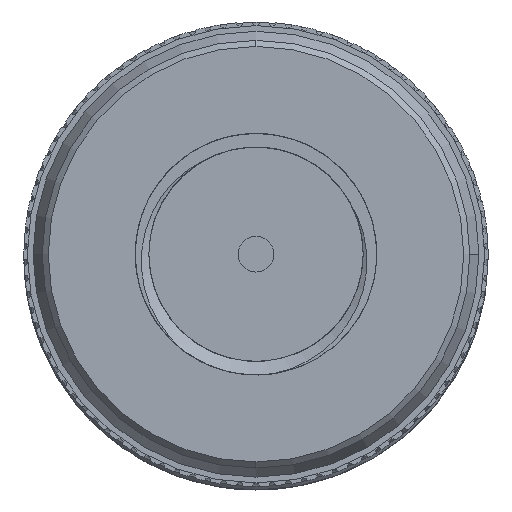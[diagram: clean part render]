
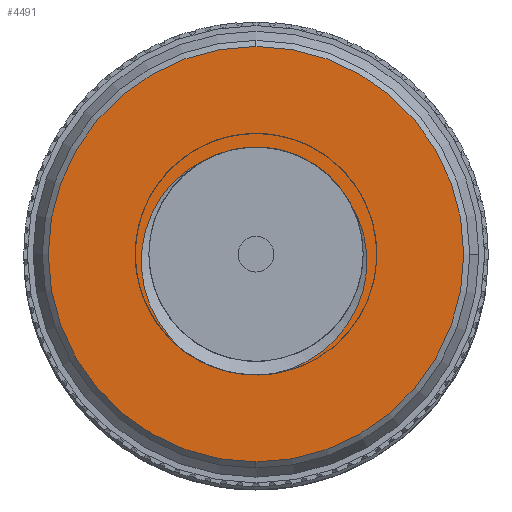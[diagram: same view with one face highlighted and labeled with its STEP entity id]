
A CAD part, front view. The second image highlights one B-rep face of the part: STEP entity #4491.
In plain terms, the highlighted planar face has unit normal (0, -1, 0).
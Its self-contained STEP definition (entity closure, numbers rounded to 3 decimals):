
#599 = CARTESIAN_POINT ( 'NONE',  ( 3.028, -41.995, 0.641 ) ) ;
#626 = CARTESIAN_POINT ( 'NONE',  ( -2.424, -41.995, -2.217 ) ) ;
#687 = CARTESIAN_POINT ( 'NONE',  ( -2.932, -41.995, 1.23 ) ) ;
#763 = CARTESIAN_POINT ( 'NONE',  ( 2.71, -41.995, -1.627 ) ) ;
#828 = CARTESIAN_POINT ( 'NONE',  ( 2.605, -41.995, 1.588 ) ) ;
#833 = CARTESIAN_POINT ( 'NONE',  ( -0.651, -41.995, -3.221 ) ) ;
#869 = CARTESIAN_POINT ( 'NONE',  ( 2.879, -41.995, -1.278 ) ) ;
#976 = CARTESIAN_POINT ( 'NONE',  ( 2.07, -41.995, -2.448 ) ) ;
#1193 = B_SPLINE_CURVE_WITH_KNOTS ( 'NONE', 3,
 ( #6091, #2052, #16670, #626, #5976, #7307, #7359, #14001, #15359, #16557, #8627, #16610, #9969, #687, #2005, #12666, #8685, #7408, #8743, #4755 ),
 .UNSPECIFIED., .F., .F.,
 ( 4, 2, 2, 2, 2, 2, 2, 2, 2, 4 ),
 ( 0., 0.063, 0.125, 0.25, 0.375, 0.5, 0.625, 0.75, 0.875, 1. ),
 .UNSPECIFIED. ) ;
#1486 = CARTESIAN_POINT ( 'NONE',  ( 0., -41.995, 0.1 ) ) ;
#1505 = CIRCLE ( 'NONE', #10480, 5.815 ) ;
#1861 = CARTESIAN_POINT ( 'NONE',  ( 2.861, -41.995, 1.136 ) ) ;
#2005 = CARTESIAN_POINT ( 'NONE',  ( -2.813, -41.995, 1.465 ) ) ;
#2052 = CARTESIAN_POINT ( 'NONE',  ( -2.154, -41.995, -2.5 ) ) ;
#2216 = CARTESIAN_POINT ( 'NONE',  ( -0.761, -41.995, -3.197 ) ) ;
#2250 = VERTEX_POINT ( 'NONE', #6011 ) ;
#2251 = CARTESIAN_POINT ( 'NONE',  ( 0.455, -41.995, -3.251 ) ) ;
#2529 = B_SPLINE_CURVE_WITH_KNOTS ( 'NONE', 3,
 ( #5951, #12524, #1861, #599, #3323, #12584, #15220, #4679, #13920, #12631, #869, #14027, #763, #7556, #15446, #10154, #976, #7614, #14212, #11322, #12796, #2251 ),
 .UNSPECIFIED., .F., .F.,
 ( 4, 2, 2, 2, 2, 2, 2, 2, 2, 2, 4 ),
 ( 0., 0.125, 0.25, 0.375, 0.437, 0.5, 0.562, 0.625, 0.75, 0.875, 1. ),
 .UNSPECIFIED. ) ;
#3159 = CIRCLE ( 'NONE', #14682, 3. ) ;
#3323 = CARTESIAN_POINT ( 'NONE',  ( 3.08, -41.995, 0.385 ) ) ;
#3732 = VERTEX_POINT ( 'NONE', #14769 ) ;
#3847 = FACE_BOUND ( 'NONE', #9509, .T. ) ;
#4051 = DIRECTION ( 'NONE',  ( 0., 1., 0. ) ) ;
#4491 = ADVANCED_FACE ( 'NONE', ( #16675, #3847 ), #4502, .T. ) ;
#4502 = PLANE ( 'NONE',  #12932 ) ;
#4679 = CARTESIAN_POINT ( 'NONE',  ( 3.035, -41.995, -0.782 ) ) ;
#4755 = CARTESIAN_POINT ( 'NONE',  ( -1.49, -41.995, 2.704 ) ) ;
#4803 = CARTESIAN_POINT ( 'NONE',  ( -1.701, -41.995, -2.857 ) ) ;
#4914 = CARTESIAN_POINT ( 'NONE',  ( -1.294, -41.995, -3.056 ) ) ;
#5504 = CARTESIAN_POINT ( 'NONE',  ( 0., -41.995, 0.1 ) ) ;
#5951 = CARTESIAN_POINT ( 'NONE',  ( 2.605, -41.995, 1.588 ) ) ;
#5976 = CARTESIAN_POINT ( 'NONE',  ( -2.506, -41.995, -2.117 ) ) ;
#6011 = CARTESIAN_POINT ( 'NONE',  ( 0., -41.995, 5.915 ) ) ;
#6019 = EDGE_LOOP ( 'NONE', ( #11054, #8762 ) ) ;
#6080 = CARTESIAN_POINT ( 'NONE',  ( -0.322, -41.995, -3.268 ) ) ;
#6091 = CARTESIAN_POINT ( 'NONE',  ( -2.054, -41.995, -2.586 ) ) ;
#6259 = ORIENTED_EDGE ( 'NONE', *, *, #9020, .T. ) ;
#6356 = CARTESIAN_POINT ( 'NONE',  ( 0., -41.995, 0.1 ) ) ;
#7307 = CARTESIAN_POINT ( 'NONE',  ( -2.741, -41.995, -1.793 ) ) ;
#7359 = CARTESIAN_POINT ( 'NONE',  ( -2.869, -41.995, -1.566 ) ) ;
#7408 = CARTESIAN_POINT ( 'NONE',  ( -1.948, -41.995, 2.443 ) ) ;
#7556 = CARTESIAN_POINT ( 'NONE',  ( 2.574, -41.995, -1.849 ) ) ;
#7614 = CARTESIAN_POINT ( 'NONE',  ( 1.658, -41.995, -2.77 ) ) ;
#7746 = DIRECTION ( 'NONE',  ( 0., 0., 1. ) ) ;
#7814 = EDGE_CURVE ( 'NONE', #13685, #2250, #11174, .T. ) ;
#7876 = EDGE_CURVE ( 'NONE', #14884, #13383, #2529, .T. ) ;
#8295 = CARTESIAN_POINT ( 'NONE',  ( 0., -41.995, -5.715 ) ) ;
#8627 = CARTESIAN_POINT ( 'NONE',  ( -3.221, -41.995, -0.047 ) ) ;
#8643 = CARTESIAN_POINT ( 'NONE',  ( -5.15, -41.995, 0.1 ) ) ;
#8685 = CARTESIAN_POINT ( 'NONE',  ( -2.348, -41.995, 2.095 ) ) ;
#8743 = CARTESIAN_POINT ( 'NONE',  ( -1.729, -41.995, 2.588 ) ) ;
#8762 = ORIENTED_EDGE ( 'NONE', *, *, #7814, .F. ) ;
#9020 = EDGE_CURVE ( 'NONE', #3732, #13477, #1193, .T. ) ;
#9509 = EDGE_LOOP ( 'NONE', ( #16594, #6259, #9590, #17007 ) ) ;
#9590 = ORIENTED_EDGE ( 'NONE', *, *, #12229, .T. ) ;
#9969 = CARTESIAN_POINT ( 'NONE',  ( -3.111, -41.995, 0.733 ) ) ;
#10122 = B_SPLINE_CURVE_WITH_KNOTS ( 'NONE', 3,
 ( #14175, #11395, #16601, #6080, #15515, #833, #2216, #4914, #4803, #15349 ),
 .UNSPECIFIED., .F., .F.,
 ( 4, 2, 2, 2, 4 ),
 ( 0., 0.25, 0.375, 0.5, 1. ),
 .UNSPECIFIED. ) ;
#10154 = CARTESIAN_POINT ( 'NONE',  ( 2.255, -41.995, -2.264 ) ) ;
#10480 = AXIS2_PLACEMENT_3D ( 'NONE', #5504, #4051, #13210 ) ;
#10877 = DIRECTION ( 'NONE',  ( 0., 1., 0. ) ) ;
#11054 = ORIENTED_EDGE ( 'NONE', *, *, #16442, .F. ) ;
#11174 = CIRCLE ( 'NONE', #16128, 5.815 ) ;
#11322 = CARTESIAN_POINT ( 'NONE',  ( 0.96, -41.995, -3.122 ) ) ;
#11395 = CARTESIAN_POINT ( 'NONE',  ( 0.234, -41.995, -3.281 ) ) ;
#12229 = EDGE_CURVE ( 'NONE', #13477, #14884, #3159, .T. ) ;
#12524 = CARTESIAN_POINT ( 'NONE',  ( 2.748, -41.995, 1.369 ) ) ;
#12584 = CARTESIAN_POINT ( 'NONE',  ( 3.119, -41.995, -0.136 ) ) ;
#12631 = CARTESIAN_POINT ( 'NONE',  ( 2.926, -41.995, -1.155 ) ) ;
#12666 = CARTESIAN_POINT ( 'NONE',  ( -2.519, -41.995, 1.901 ) ) ;
#12792 = CARTESIAN_POINT ( 'NONE',  ( -1.49, -41.995, 2.704 ) ) ;
#12796 = CARTESIAN_POINT ( 'NONE',  ( 0.712, -41.995, -3.202 ) ) ;
#12932 = AXIS2_PLACEMENT_3D ( 'NONE', #8643, #15104, #16402 ) ;
#13046 = DIRECTION ( 'NONE',  ( 0., 1., 0. ) ) ;
#13210 = DIRECTION ( 'NONE',  ( 0., 0., 1. ) ) ;
#13383 = VERTEX_POINT ( 'NONE', #16686 ) ;
#13477 = VERTEX_POINT ( 'NONE', #12792 ) ;
#13685 = VERTEX_POINT ( 'NONE', #8295 ) ;
#13920 = CARTESIAN_POINT ( 'NONE',  ( 3.004, -41.995, -0.908 ) ) ;
#14001 = CARTESIAN_POINT ( 'NONE',  ( -3.069, -41.995, -1.081 ) ) ;
#14027 = CARTESIAN_POINT ( 'NONE',  ( 2.771, -41.995, -1.513 ) ) ;
#14175 = CARTESIAN_POINT ( 'NONE',  ( 0.455, -41.995, -3.251 ) ) ;
#14212 = CARTESIAN_POINT ( 'NONE',  ( 1.436, -41.995, -2.906 ) ) ;
#14682 = AXIS2_PLACEMENT_3D ( 'NONE', #1486, #10877, #14889 ) ;
#14769 = CARTESIAN_POINT ( 'NONE',  ( -2.054, -41.995, -2.586 ) ) ;
#14884 = VERTEX_POINT ( 'NONE', #828 ) ;
#14889 = DIRECTION ( 'NONE',  ( -1., 0., 0. ) ) ;
#15104 = DIRECTION ( 'NONE',  ( 0., -1., 0. ) ) ;
#15220 = CARTESIAN_POINT ( 'NONE',  ( 3.105, -41.995, -0.397 ) ) ;
#15349 = CARTESIAN_POINT ( 'NONE',  ( -2.054, -41.995, -2.586 ) ) ;
#15359 = CARTESIAN_POINT ( 'NONE',  ( -3.139, -41.995, -0.828 ) ) ;
#15446 = CARTESIAN_POINT ( 'NONE',  ( 2.498, -41.995, -1.957 ) ) ;
#15515 = CARTESIAN_POINT ( 'NONE',  ( -0.432, -41.995, -3.256 ) ) ;
#16128 = AXIS2_PLACEMENT_3D ( 'NONE', #6356, #13046, #7746 ) ;
#16239 = EDGE_CURVE ( 'NONE', #13383, #3732, #10122, .T. ) ;
#16402 = DIRECTION ( 'NONE',  ( -1., 0., 0. ) ) ;
#16442 = EDGE_CURVE ( 'NONE', #2250, #13685, #1505, .T. ) ;
#16557 = CARTESIAN_POINT ( 'NONE',  ( -3.215, -41.995, -0.308 ) ) ;
#16594 = ORIENTED_EDGE ( 'NONE', *, *, #16239, .T. ) ;
#16601 = CARTESIAN_POINT ( 'NONE',  ( 0.01, -41.995, -3.289 ) ) ;
#16610 = CARTESIAN_POINT ( 'NONE',  ( -3.169, -41.995, 0.477 ) ) ;
#16670 = CARTESIAN_POINT ( 'NONE',  ( -2.248, -41.995, -2.409 ) ) ;
#16675 = FACE_OUTER_BOUND ( 'NONE', #6019, .T. ) ;
#16686 = CARTESIAN_POINT ( 'NONE',  ( 0.455, -41.995, -3.251 ) ) ;
#17007 = ORIENTED_EDGE ( 'NONE', *, *, #7876, .T. ) ;
